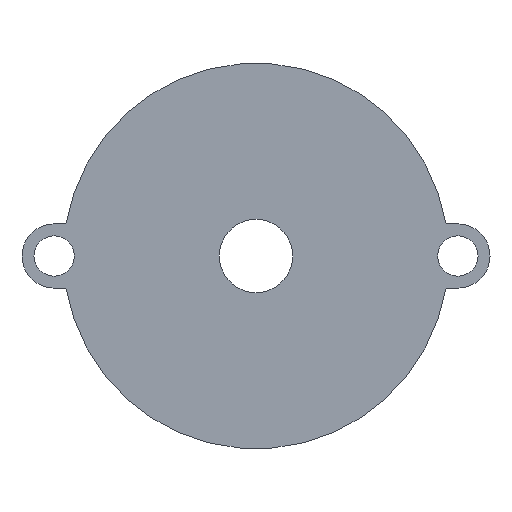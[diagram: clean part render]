
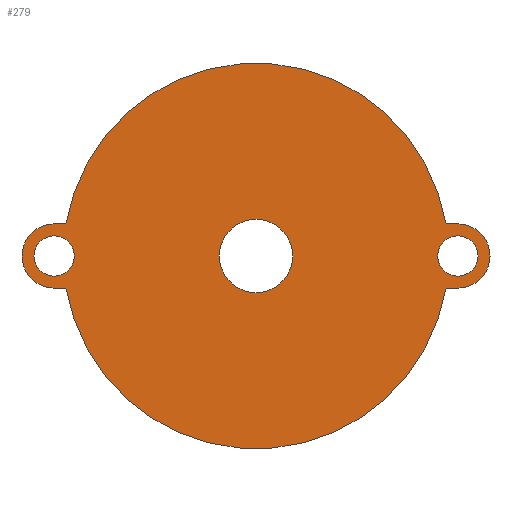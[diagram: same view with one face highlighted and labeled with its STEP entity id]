
A CAD part, front view. The second image highlights one B-rep face of the part: STEP entity #279.
In plain terms, the highlighted planar face has unit normal (0, -1, 0).
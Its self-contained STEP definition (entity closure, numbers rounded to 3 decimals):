
#24=FACE_BOUND('',#66,.T.);
#25=FACE_BOUND('',#67,.T.);
#26=FACE_BOUND('',#68,.T.);
#32=PLANE('',#333);
#47=FACE_OUTER_BOUND('',#65,.T.);
#65=EDGE_LOOP('',(#251,#252,#253,#254,#255,#256,#257,#258));
#66=EDGE_LOOP('',(#259));
#67=EDGE_LOOP('',(#260));
#68=EDGE_LOOP('',(#261));
#80=LINE('',#471,#101);
#83=LINE('',#479,#104);
#86=LINE('',#487,#107);
#89=LINE('',#494,#110);
#101=VECTOR('',#389,10.);
#104=VECTOR('',#398,10.);
#107=VECTOR('',#407,10.);
#110=VECTOR('',#416,10.);
#112=CIRCLE('',#305,2.);
#120=CIRCLE('',#316,1.1);
#122=CIRCLE('',#320,1.1);
#123=CIRCLE('',#322,1.75);
#124=CIRCLE('',#325,10.5);
#125=CIRCLE('',#328,1.75);
#126=CIRCLE('',#331,10.5);
#128=VERTEX_POINT('',#423);
#140=VERTEX_POINT('',#452);
#142=VERTEX_POINT('',#460);
#143=VERTEX_POINT('',#464);
#144=VERTEX_POINT('',#466);
#145=VERTEX_POINT('',#470);
#146=VERTEX_POINT('',#474);
#147=VERTEX_POINT('',#478);
#148=VERTEX_POINT('',#482);
#149=VERTEX_POINT('',#486);
#150=VERTEX_POINT('',#490);
#153=EDGE_CURVE('',#128,#128,#112,.T.);
#167=EDGE_CURVE('',#140,#140,#120,.T.);
#171=EDGE_CURVE('',#142,#142,#122,.T.);
#173=EDGE_CURVE('',#144,#143,#123,.T.);
#175=EDGE_CURVE('',#145,#144,#80,.T.);
#177=EDGE_CURVE('',#146,#145,#124,.T.);
#179=EDGE_CURVE('',#147,#146,#83,.T.);
#181=EDGE_CURVE('',#148,#147,#125,.T.);
#183=EDGE_CURVE('',#149,#148,#86,.T.);
#185=EDGE_CURVE('',#150,#149,#126,.T.);
#187=EDGE_CURVE('',#143,#150,#89,.T.);
#251=ORIENTED_EDGE('',*,*,#187,.T.);
#252=ORIENTED_EDGE('',*,*,#185,.T.);
#253=ORIENTED_EDGE('',*,*,#183,.T.);
#254=ORIENTED_EDGE('',*,*,#181,.T.);
#255=ORIENTED_EDGE('',*,*,#179,.T.);
#256=ORIENTED_EDGE('',*,*,#177,.T.);
#257=ORIENTED_EDGE('',*,*,#175,.T.);
#258=ORIENTED_EDGE('',*,*,#173,.T.);
#259=ORIENTED_EDGE('',*,*,#167,.T.);
#260=ORIENTED_EDGE('',*,*,#171,.T.);
#261=ORIENTED_EDGE('',*,*,#153,.T.);
#279=ADVANCED_FACE('',(#47,#24,#25,#26),#32,.F.);
#305=AXIS2_PLACEMENT_3D('',#425,#341,#342);
#316=AXIS2_PLACEMENT_3D('',#454,#369,#370);
#320=AXIS2_PLACEMENT_3D('',#462,#379,#380);
#322=AXIS2_PLACEMENT_3D('',#467,#384,#385);
#325=AXIS2_PLACEMENT_3D('',#475,#393,#394);
#328=AXIS2_PLACEMENT_3D('',#483,#402,#403);
#331=AXIS2_PLACEMENT_3D('',#491,#411,#412);
#333=AXIS2_PLACEMENT_3D('',#495,#417,#418);
#341=DIRECTION('center_axis',(0.,1.,0.));
#342=DIRECTION('ref_axis',(1.,0.,0.));
#369=DIRECTION('center_axis',(0.,1.,0.));
#370=DIRECTION('ref_axis',(-1.,0.,0.));
#379=DIRECTION('center_axis',(0.,1.,0.));
#380=DIRECTION('ref_axis',(-1.,0.,0.));
#384=DIRECTION('center_axis',(0.,-1.,0.));
#385=DIRECTION('ref_axis',(0.,0.,-1.));
#389=DIRECTION('',(-1.,0.,0.));
#393=DIRECTION('center_axis',(0.,-1.,0.));
#394=DIRECTION('ref_axis',(-1.,0.,0.));
#398=DIRECTION('',(-1.,0.,0.));
#402=DIRECTION('center_axis',(0.,-1.,0.));
#403=DIRECTION('ref_axis',(0.,0.,1.));
#407=DIRECTION('',(1.,0.,0.));
#411=DIRECTION('center_axis',(0.,-1.,0.));
#412=DIRECTION('ref_axis',(-1.,0.,0.));
#416=DIRECTION('',(1.,0.,0.));
#417=DIRECTION('center_axis',(0.,1.,0.));
#418=DIRECTION('ref_axis',(0.,0.,1.));
#423=CARTESIAN_POINT('',(-2.,-1.5,0.));
#425=CARTESIAN_POINT('Origin',(0.,-1.5,0.));
#452=CARTESIAN_POINT('',(12.1,-1.5,0.));
#454=CARTESIAN_POINT('Origin',(11.,-1.5,0.));
#460=CARTESIAN_POINT('',(-9.9,-1.5,0.));
#462=CARTESIAN_POINT('Origin',(-11.,-1.5,0.));
#464=CARTESIAN_POINT('',(-11.,-1.5,-1.75));
#466=CARTESIAN_POINT('',(-11.,-1.5,1.75));
#467=CARTESIAN_POINT('Origin',(-11.,-1.5,0.));
#470=CARTESIAN_POINT('',(-10.353,-1.5,1.75));
#471=CARTESIAN_POINT('',(-11.,-1.5,1.75));
#474=CARTESIAN_POINT('',(10.353,-1.5,1.75));
#475=CARTESIAN_POINT('Origin',(0.,-1.5,0.));
#478=CARTESIAN_POINT('',(11.,-1.5,1.75));
#479=CARTESIAN_POINT('',(-11.,-1.5,1.75));
#482=CARTESIAN_POINT('',(11.,-1.5,-1.75));
#483=CARTESIAN_POINT('Origin',(11.,-1.5,0.));
#486=CARTESIAN_POINT('',(10.353,-1.5,-1.75));
#487=CARTESIAN_POINT('',(11.,-1.5,-1.75));
#490=CARTESIAN_POINT('',(-10.353,-1.5,-1.75));
#491=CARTESIAN_POINT('Origin',(0.,-1.5,0.));
#494=CARTESIAN_POINT('',(11.,-1.5,-1.75));
#495=CARTESIAN_POINT('Origin',(0.,-1.5,0.));
